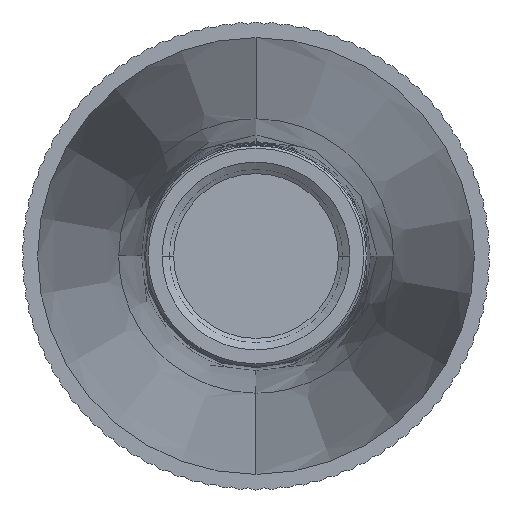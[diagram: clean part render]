
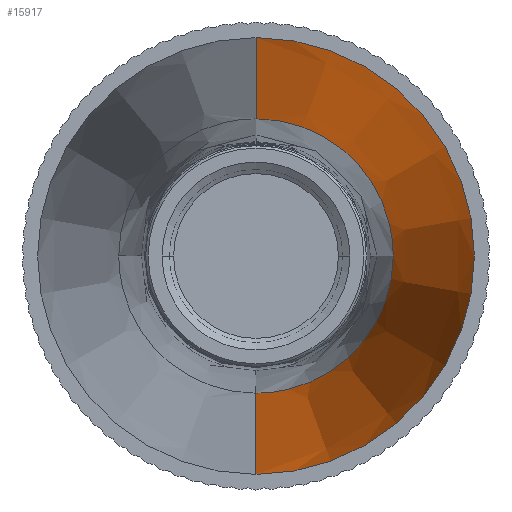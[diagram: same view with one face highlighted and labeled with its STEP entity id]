
A CAD part, front view. The second image highlights one B-rep face of the part: STEP entity #15917.
In plain terms, the highlighted conical face has half-angle 6.396 degrees and reference radius 45.075 mm.
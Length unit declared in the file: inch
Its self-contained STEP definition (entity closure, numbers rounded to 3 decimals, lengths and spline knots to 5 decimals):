
#243 = CARTESIAN_POINT ( 'NONE',  ( 1.07875, 6.59587, 0.28894 ) ) ;
#451 = CARTESIAN_POINT ( 'NONE',  ( 1.00165, 6.59587, 0.49384 ) ) ;
#958 = DIRECTION ( 'NONE',  ( 0., 0., 1. ) ) ;
#1257 = CARTESIAN_POINT ( 'NONE',  ( 0.35907, 6.59587, -1.05748 ) ) ;
#1957 = CONICAL_SURFACE ( 'NONE', #26052, 1.77462, 0.112 ) ;
#3190 = EDGE_CURVE ( 'NONE', #14043, #8632, #23244, .T. ) ;
#3203 = CARTESIAN_POINT ( 'NONE',  ( 0., 6.59587, 1.11439 ) ) ;
#3288 = CARTESIAN_POINT ( 'NONE',  ( 0., 0.70655, 0. ) ) ;
#3433 = ORIENTED_EDGE ( 'NONE', *, *, #9605, .F. ) ;
#3605 = CARTESIAN_POINT ( 'NONE',  ( 0.73642, 6.59587, 0.83957 ) ) ;
#3988 = CARTESIAN_POINT ( 'NONE',  ( 0.49384, 6.59587, -1.00165 ) ) ;
#4806 = CARTESIAN_POINT ( 'NONE',  ( 0.83957, 6.59587, -0.73642 ) ) ;
#6535 = CARTESIAN_POINT ( 'NONE',  ( 0.07294, 6.59587, 1.11439 ) ) ;
#7126 = CARTESIAN_POINT ( 'NONE',  ( 1.07875, 6.59587, -0.28894 ) ) ;
#7338 = CARTESIAN_POINT ( 'NONE',  ( 0., 6.59587, -1.11439 ) ) ;
#7546 = CARTESIAN_POINT ( 'NONE',  ( 1.10721, 6.59587, -0.14587 ) ) ;
#7748 = CARTESIAN_POINT ( 'NONE',  ( 1.00165, 6.59587, -0.49384 ) ) ;
#8632 = VERTEX_POINT ( 'NONE', #31735 ) ;
#9464 = CARTESIAN_POINT ( 'NONE',  ( 0.96711, 6.59587, 0.55848 ) ) ;
#9605 = EDGE_CURVE ( 'NONE', #11994, #8632, #12878, .T. ) ;
#10054 = CARTESIAN_POINT ( 'NONE',  ( 1.11439, 6.59587, 0. ) ) ;
#10085 = CARTESIAN_POINT ( 'NONE',  ( 0.28894, 6.59587, 1.07875 ) ) ;
#10370 = DIRECTION ( 'NONE',  ( 0., -1., 0. ) ) ;
#11012 = CARTESIAN_POINT ( 'NONE',  ( 0., 6.59587, -1.11439 ) ) ;
#11334 = DIRECTION ( 'NONE',  ( 0., -1., 0. ) ) ;
#11994 = VERTEX_POINT ( 'NONE', #14256 ) ;
#12376 = DIRECTION ( 'NONE',  ( 0., -0.994, -0.111 ) ) ;
#12512 = EDGE_CURVE ( 'NONE', #19039, #14043, #16354, .T. ) ;
#12643 = EDGE_LOOP ( 'NONE', ( #35009, #23280, #19145, #3433, #26848 ) ) ;
#12878 = LINE ( 'NONE', #13280, #18888 ) ;
#13280 = CARTESIAN_POINT ( 'NONE',  ( 0., 0.70655, 1.77462 ) ) ;
#13318 = EDGE_CURVE ( 'NONE', #11994, #38748, #26082, .T. ) ;
#14043 = VERTEX_POINT ( 'NONE', #39049 ) ;
#14256 = CARTESIAN_POINT ( 'NONE',  ( 0., 6.59587, 1.11439 ) ) ;
#15734 = CARTESIAN_POINT ( 'NONE',  ( 0., 0.70655, -1.77462 ) ) ;
#15917 = ADVANCED_FACE ( 'NONE', ( #16036 ), #1957, .F. ) ;
#16036 = FACE_OUTER_BOUND ( 'NONE', #12643, .T. ) ;
#16157 = CARTESIAN_POINT ( 'NONE',  ( 0.14587, 6.59587, 1.10721 ) ) ;
#16354 = LINE ( 'NONE', #15734, #17953 ) ;
#16362 = CARTESIAN_POINT ( 'NONE',  ( 0.49384, 6.59587, 1.00165 ) ) ;
#16739 = CARTESIAN_POINT ( 'NONE',  ( 0.07294, 6.59587, -1.11439 ) ) ;
#17569 = CARTESIAN_POINT ( 'NONE',  ( 0.73642, 6.59587, -0.83957 ) ) ;
#17615 = CARTESIAN_POINT ( 'NONE',  ( 0., 0.72047, 0. ) ) ;
#17953 = VECTOR ( 'NONE', #12376, 39.37008 ) ;
#18888 = VECTOR ( 'NONE', #20394, 39.37008 ) ;
#19039 = VERTEX_POINT ( 'NONE', #11012 ) ;
#19145 = ORIENTED_EDGE ( 'NONE', *, *, #3190, .T. ) ;
#19876 = CARTESIAN_POINT ( 'NONE',  ( 0.67977, 6.59587, -0.88606 ) ) ;
#20394 = DIRECTION ( 'NONE',  ( 0., -0.994, 0.111 ) ) ;
#21904 = AXIS2_PLACEMENT_3D ( 'NONE', #17615, #11334, #30191 ) ;
#23022 = CARTESIAN_POINT ( 'NONE',  ( 0.96711, 6.59587, -0.55848 ) ) ;
#23051 = CARTESIAN_POINT ( 'NONE',  ( 0.67977, 6.59587, 0.88606 ) ) ;
#23239 = CARTESIAN_POINT ( 'NONE',  ( 1.11439, 6.59587, 0. ) ) ;
#23244 = CIRCLE ( 'NONE', #21904, 1.77306 ) ;
#23280 = ORIENTED_EDGE ( 'NONE', *, *, #12512, .T. ) ;
#25601 = CARTESIAN_POINT ( 'NONE',  ( 1.11439, 6.59587, 0. ) ) ;
#25805 = CARTESIAN_POINT ( 'NONE',  ( 1.11439, 6.59587, 0.07294 ) ) ;
#26007 = CARTESIAN_POINT ( 'NONE',  ( 1.05748, 6.59587, 0.35907 ) ) ;
#26052 = AXIS2_PLACEMENT_3D ( 'NONE', #3288, #10370, #958 ) ;
#26082 = B_SPLINE_CURVE_WITH_KNOTS ( 'NONE', 3,
 ( #3203, #6535, #16157, #10085, #28524, #16362, #38121, #23051, #3605, #32275, #29146, #9464, #451, #26007, #243, #41247, #25805, #25601 ),
 .UNSPECIFIED., .F., .F.,
 ( 4, 2, 2, 2, 2, 2, 2, 2, 4 ),
 ( 0., 0.125, 0.25, 0.375, 0.5, 0.625, 0.75, 0.875, 1. ),
 .UNSPECIFIED. ) ;
#26595 = CARTESIAN_POINT ( 'NONE',  ( 0.14587, 6.59587, -1.10721 ) ) ;
#26848 = ORIENTED_EDGE ( 'NONE', *, *, #13318, .T. ) ;
#28524 = CARTESIAN_POINT ( 'NONE',  ( 0.35907, 6.59587, 1.05748 ) ) ;
#29146 = CARTESIAN_POINT ( 'NONE',  ( 0.88606, 6.59587, 0.67977 ) ) ;
#29729 = CARTESIAN_POINT ( 'NONE',  ( 1.11439, 6.59587, -0.07294 ) ) ;
#30191 = DIRECTION ( 'NONE',  ( 0., 0., -1. ) ) ;
#31735 = CARTESIAN_POINT ( 'NONE',  ( 0., 0.72047, 1.77306 ) ) ;
#32251 = B_SPLINE_CURVE_WITH_KNOTS ( 'NONE', 3,
 ( #23239, #29729, #7546, #7126, #36395, #7748, #23022, #33473, #4806, #17569, #19876, #32650, #3988, #1257, #35986, #26595, #16739, #7338 ),
 .UNSPECIFIED., .F., .F.,
 ( 4, 2, 2, 2, 2, 2, 2, 2, 4 ),
 ( 0., 0.125, 0.25, 0.375, 0.5, 0.625, 0.75, 0.875, 1. ),
 .UNSPECIFIED. ) ;
#32275 = CARTESIAN_POINT ( 'NONE',  ( 0.83957, 6.59587, 0.73642 ) ) ;
#32650 = CARTESIAN_POINT ( 'NONE',  ( 0.55848, 6.59587, -0.96711 ) ) ;
#33473 = CARTESIAN_POINT ( 'NONE',  ( 0.88606, 6.59587, -0.67977 ) ) ;
#35009 = ORIENTED_EDGE ( 'NONE', *, *, #38867, .T. ) ;
#35986 = CARTESIAN_POINT ( 'NONE',  ( 0.28894, 6.59587, -1.07875 ) ) ;
#36395 = CARTESIAN_POINT ( 'NONE',  ( 1.05748, 6.59587, -0.35907 ) ) ;
#38121 = CARTESIAN_POINT ( 'NONE',  ( 0.55848, 6.59587, 0.96711 ) ) ;
#38748 = VERTEX_POINT ( 'NONE', #10054 ) ;
#38867 = EDGE_CURVE ( 'NONE', #38748, #19039, #32251, .T. ) ;
#39049 = CARTESIAN_POINT ( 'NONE',  ( 0., 0.72047, -1.77306 ) ) ;
#41247 = CARTESIAN_POINT ( 'NONE',  ( 1.10721, 6.59587, 0.14587 ) ) ;
